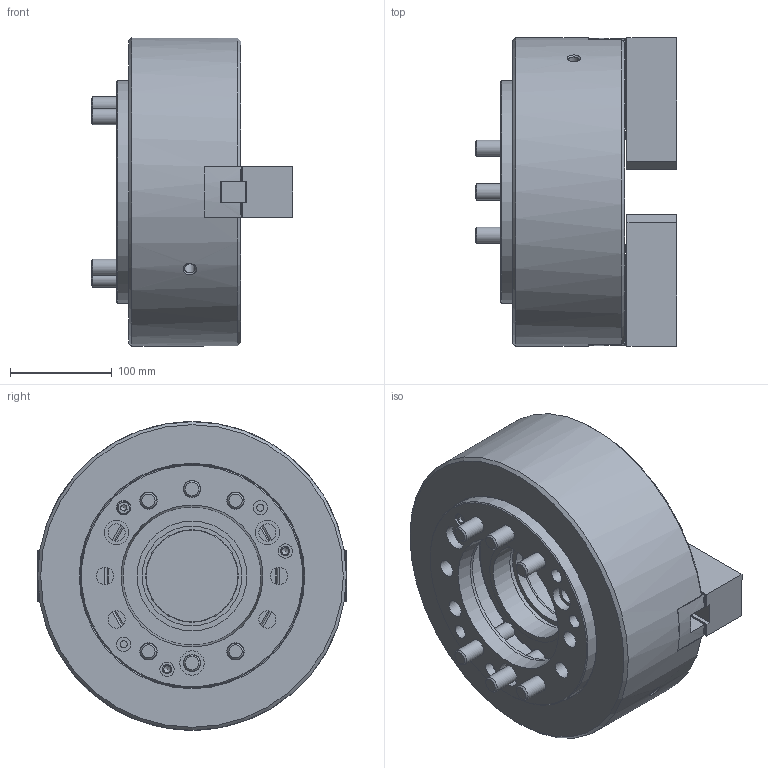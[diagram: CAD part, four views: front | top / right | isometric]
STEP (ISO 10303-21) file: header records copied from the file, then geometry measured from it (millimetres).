
FILE_DESCRIPTION (( 'STEP AP203' ), '1' );
FILE_NAME ('CF-2H-12A8.STEP', '2025-03-04T08:49:46', ( '' ), ( '' ), 'SwSTEP 2.0', 'SolidWorks 2020', '' );
FILE_SCHEMA (( 'CONFIG_CONTROL_DESIGN' ));
Length unit declared in the file: millimetre
Products named in the file (13): CF-2H-12-01010; 圓頭內六角螺栓_M16x130; CF-2H-12-02010_預設(M100x2); 半圓頭六角孔螺栓_M6x10; CF-2H-12-05010; CF-3H-212-03000; CF-3H-212-04000(T型塊); CF-3H-10-11000-A8法蘭; SJ-12H; 圓頭內六角螺栓_M8x20; CF-3H-12-08000 ; CF-2H-12A8; 圓頭內六角螺栓_M16x35
Assembly tree (26 placements, depth 2):
  CF-2H-12A8
    CF-2H-12-01010
    CF-2H-12-02010_預設(M100x2)
    CF-2H-12-05010
    CF-3H-212-04000(T型塊)  x2
    SJ-12H  x2
    CF-3H-12-08000 
    圓頭內六角螺栓_M16x35  x4
    圓頭內六角螺栓_M16x130  x6
    半圓頭六角孔螺栓_M6x10  x4
    CF-3H-212-03000  x2
    CF-3H-10-11000-A8法蘭
    圓頭內六角螺栓_M8x20
Bounding box: 198.3 x 304.1 x 304 mm (x, y, z)
Volume: 7748822.1 mm3; surface area: 743673.9 mm2
Topology: 26 solids, 26 shells, 2766 faces, 7897 edges, 5223 vertices
Faces by surface type: plane 1896, cylinder 669, cone 169, torus 30, bspline 2
Full cylindrical faces by diameter (mm): 5 x4, 6 x4, 6.6 x4, 6.8 x6, 8 x1, 9 x3, 10.2 x2, 10.5 x4, 11 x4, 13 x1, 14 x9, 16 x10, 17 x22, 24 x13, 25 x4, 26 x6, 91 x3, 96 x2, 98 x1, 100.5 x1, 108 x1, 136 x1, 220 x2, 304 x1
Entity records: 51224 total; most frequent: CARTESIAN_POINT 12875, ORIENTED_EDGE 8196, DIRECTION 6783, EDGE_CURVE 4098, VECTOR 2849, LINE 2849, VERTEX_POINT 2781, AXIS2_PLACEMENT_3D 1967
